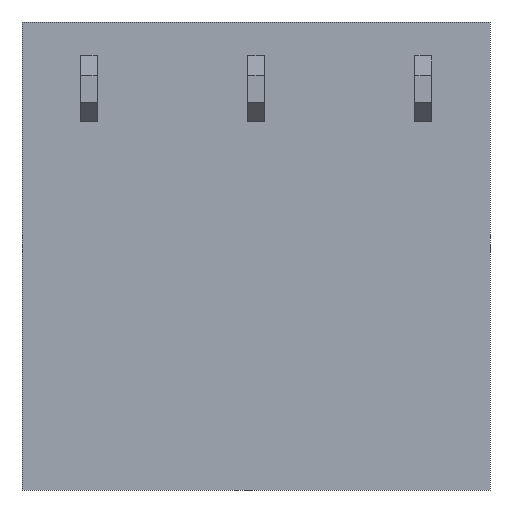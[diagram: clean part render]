
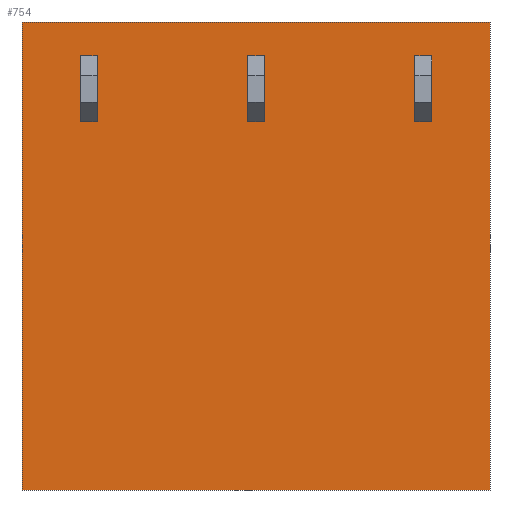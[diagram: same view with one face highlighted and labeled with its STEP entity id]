
A CAD part, front view. The second image highlights one B-rep face of the part: STEP entity #754.
In plain terms, the highlighted planar face has unit normal (0, -1, 0).
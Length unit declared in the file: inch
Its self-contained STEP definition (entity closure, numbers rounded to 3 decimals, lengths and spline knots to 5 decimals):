
#28=FACE_BOUND('',#126,.T.);
#29=FACE_BOUND('',#127,.T.);
#30=FACE_BOUND('',#128,.T.);
#80=FACE_OUTER_BOUND('',#125,.T.);
#125=EDGE_LOOP('',(#664,#665,#666,#667));
#126=EDGE_LOOP('',(#668,#669,#670,#671));
#127=EDGE_LOOP('',(#672,#673,#674,#675));
#128=EDGE_LOOP('',(#676,#677,#678,#679));
#130=LINE('',#1007,#220);
#134=LINE('',#1015,#224);
#147=LINE('',#1049,#237);
#155=LINE('',#1064,#245);
#156=LINE('',#1068,#246);
#160=LINE('',#1076,#250);
#173=LINE('',#1110,#263);
#181=LINE('',#1125,#271);
#182=LINE('',#1129,#272);
#186=LINE('',#1137,#276);
#199=LINE('',#1171,#289);
#207=LINE('',#1186,#297);
#210=LINE('',#1194,#300);
#214=LINE('',#1201,#304);
#217=LINE('',#1207,#307);
#219=LINE('',#1210,#309);
#220=VECTOR('',#813,0.02);
#224=VECTOR('',#819,0.079);
#237=VECTOR('',#850,0.02);
#245=VECTOR('',#866,0.079);
#246=VECTOR('',#869,0.02);
#250=VECTOR('',#875,0.079);
#263=VECTOR('',#906,0.02);
#271=VECTOR('',#922,0.079);
#272=VECTOR('',#925,0.02);
#276=VECTOR('',#931,0.079);
#289=VECTOR('',#962,0.02);
#297=VECTOR('',#978,0.079);
#300=VECTOR('',#983,0.56);
#304=VECTOR('',#989,0.56);
#307=VECTOR('',#994,0.56);
#309=VECTOR('',#998,0.56);
#310=VERTEX_POINT('',#1005);
#311=VERTEX_POINT('',#1006);
#314=VERTEX_POINT('',#1014);
#326=VERTEX_POINT('',#1048);
#330=VERTEX_POINT('',#1066);
#331=VERTEX_POINT('',#1067);
#334=VERTEX_POINT('',#1075);
#346=VERTEX_POINT('',#1109);
#350=VERTEX_POINT('',#1127);
#351=VERTEX_POINT('',#1128);
#354=VERTEX_POINT('',#1136);
#366=VERTEX_POINT('',#1170);
#372=VERTEX_POINT('',#1191);
#373=VERTEX_POINT('',#1193);
#375=VERTEX_POINT('',#1199);
#377=VERTEX_POINT('',#1205);
#378=EDGE_CURVE('',#310,#311,#130,.T.);
#382=EDGE_CURVE('',#314,#310,#134,.T.);
#399=EDGE_CURVE('',#326,#314,#147,.T.);
#407=EDGE_CURVE('',#311,#326,#155,.T.);
#408=EDGE_CURVE('',#330,#331,#156,.T.);
#412=EDGE_CURVE('',#334,#330,#160,.T.);
#429=EDGE_CURVE('',#346,#334,#173,.T.);
#437=EDGE_CURVE('',#331,#346,#181,.T.);
#438=EDGE_CURVE('',#350,#351,#182,.T.);
#442=EDGE_CURVE('',#354,#350,#186,.T.);
#459=EDGE_CURVE('',#366,#354,#199,.T.);
#467=EDGE_CURVE('',#351,#366,#207,.T.);
#470=EDGE_CURVE('',#372,#373,#210,.T.);
#474=EDGE_CURVE('',#375,#372,#214,.T.);
#477=EDGE_CURVE('',#377,#375,#217,.T.);
#479=EDGE_CURVE('',#373,#377,#219,.T.);
#664=ORIENTED_EDGE('',*,*,#479,.F.);
#665=ORIENTED_EDGE('',*,*,#470,.F.);
#666=ORIENTED_EDGE('',*,*,#474,.F.);
#667=ORIENTED_EDGE('',*,*,#477,.F.);
#668=ORIENTED_EDGE('',*,*,#382,.T.);
#669=ORIENTED_EDGE('',*,*,#378,.T.);
#670=ORIENTED_EDGE('',*,*,#407,.T.);
#671=ORIENTED_EDGE('',*,*,#399,.T.);
#672=ORIENTED_EDGE('',*,*,#412,.T.);
#673=ORIENTED_EDGE('',*,*,#408,.T.);
#674=ORIENTED_EDGE('',*,*,#437,.T.);
#675=ORIENTED_EDGE('',*,*,#429,.T.);
#676=ORIENTED_EDGE('',*,*,#442,.T.);
#677=ORIENTED_EDGE('',*,*,#438,.T.);
#678=ORIENTED_EDGE('',*,*,#467,.T.);
#679=ORIENTED_EDGE('',*,*,#459,.T.);
#715=PLANE('',#807);
#754=ADVANCED_FACE('',(#80,#28,#29,#30),#715,.F.);
#807=AXIS2_PLACEMENT_3D('',#1211,#999,#1000);
#813=DIRECTION('',(1.,0.,0.));
#819=DIRECTION('',(0.,0.,1.));
#850=DIRECTION('',(-1.,0.,0.));
#866=DIRECTION('',(0.,0.,-1.));
#869=DIRECTION('',(1.,0.,0.));
#875=DIRECTION('',(0.,0.,1.));
#906=DIRECTION('',(-1.,0.,0.));
#922=DIRECTION('',(0.,0.,-1.));
#925=DIRECTION('',(1.,0.,0.));
#931=DIRECTION('',(0.,0.,1.));
#962=DIRECTION('',(-1.,0.,0.));
#978=DIRECTION('',(0.,0.,-1.));
#983=DIRECTION('',(-1.,0.,0.));
#989=DIRECTION('',(0.,0.,-1.));
#994=DIRECTION('',(1.,0.,0.));
#998=DIRECTION('',(0.,0.,1.));
#999=DIRECTION('center_axis',(0.,1.,0.));
#1000=DIRECTION('ref_axis',(0.,0.,1.));
#1005=CARTESIAN_POINT('',(0.19,0.,0.2395));
#1006=CARTESIAN_POINT('',(0.21,0.,0.2395));
#1007=CARTESIAN_POINT('',(0.1,0.,0.2395));
#1014=CARTESIAN_POINT('',(0.19,0.,0.1605));
#1015=CARTESIAN_POINT('',(0.19,0.,0.1));
#1048=CARTESIAN_POINT('',(0.21,0.,0.1605));
#1049=CARTESIAN_POINT('',(0.1,0.,0.1605));
#1064=CARTESIAN_POINT('',(0.21,0.,0.1));
#1066=CARTESIAN_POINT('',(-0.01,0.,0.2395));
#1067=CARTESIAN_POINT('',(0.01,0.,0.2395));
#1068=CARTESIAN_POINT('',(0.,0.,0.2395));
#1075=CARTESIAN_POINT('',(-0.01,0.,0.1605));
#1076=CARTESIAN_POINT('',(-0.01,0.,0.1));
#1109=CARTESIAN_POINT('',(0.01,0.,0.1605));
#1110=CARTESIAN_POINT('',(0.,0.,0.1605));
#1125=CARTESIAN_POINT('',(0.01,0.,0.1));
#1127=CARTESIAN_POINT('',(-0.21,0.,0.2395));
#1128=CARTESIAN_POINT('',(-0.19,0.,0.2395));
#1129=CARTESIAN_POINT('',(-0.1,0.,0.2395));
#1136=CARTESIAN_POINT('',(-0.21,0.,0.1605));
#1137=CARTESIAN_POINT('',(-0.21,0.,0.1));
#1170=CARTESIAN_POINT('',(-0.19,0.,0.1605));
#1171=CARTESIAN_POINT('',(-0.1,0.,0.1605));
#1186=CARTESIAN_POINT('',(-0.19,0.,0.1));
#1191=CARTESIAN_POINT('',(0.28,0.,-0.28));
#1193=CARTESIAN_POINT('',(-0.28,0.,-0.28));
#1194=CARTESIAN_POINT('',(0.28,0.,-0.28));
#1199=CARTESIAN_POINT('',(0.28,0.,0.28));
#1201=CARTESIAN_POINT('',(0.28,0.,0.28));
#1205=CARTESIAN_POINT('',(-0.28,0.,0.28));
#1207=CARTESIAN_POINT('',(-0.28,0.,0.28));
#1210=CARTESIAN_POINT('',(-0.28,0.,-0.28));
#1211=CARTESIAN_POINT('Origin',(0.,0.,0.));
